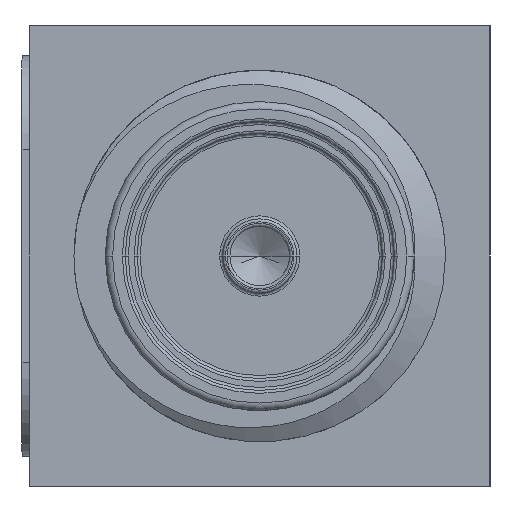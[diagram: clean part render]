
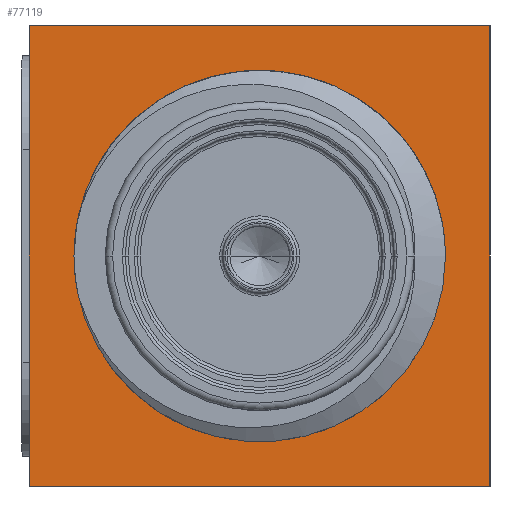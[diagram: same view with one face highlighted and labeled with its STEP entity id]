
A CAD part, left-side view. The second image highlights one B-rep face of the part: STEP entity #77119.
In plain terms, the highlighted planar face has unit normal (-1, 0, 0).
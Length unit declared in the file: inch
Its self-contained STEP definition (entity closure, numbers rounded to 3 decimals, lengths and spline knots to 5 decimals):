
#2303 = EDGE_CURVE ( 'NONE', #22627, #9002, #14660, .T. ) ;
#2496 = VERTEX_POINT ( 'NONE', #85477 ) ;
#4656 = CARTESIAN_POINT ( 'NONE',  ( -0.75, -0.31, 0.155 ) ) ;
#6711 = ORIENTED_EDGE ( 'NONE', *, *, #2303, .F. ) ;
#6865 = CARTESIAN_POINT ( 'NONE',  ( -0.75, 0., 0.155 ) ) ;
#7847 = DIRECTION ( 'NONE',  ( 0., 0., -1. ) ) ;
#9002 = VERTEX_POINT ( 'NONE', #78747 ) ;
#9658 = VECTOR ( 'NONE', #57292, 39.37008 ) ;
#11903 = LINE ( 'NONE', #85383, #60151 ) ;
#14378 = CARTESIAN_POINT ( 'NONE',  ( -0.75, 0., 0.155 ) ) ;
#14660 = LINE ( 'NONE', #6865, #69061 ) ;
#22627 = VERTEX_POINT ( 'NONE', #28812 ) ;
#26285 = DIRECTION ( 'NONE',  ( 0., -1., 0. ) ) ;
#26746 = LINE ( 'NONE', #53226, #37462 ) ;
#28812 = CARTESIAN_POINT ( 'NONE',  ( -0.75, 0., -0.155 ) ) ;
#30795 = LINE ( 'NONE', #4656, #9658 ) ;
#31901 = FACE_OUTER_BOUND ( 'NONE', #49450, .T. ) ;
#33659 = EDGE_CURVE ( 'NONE', #66573, #2496, #30795, .T. ) ;
#37462 = VECTOR ( 'NONE', #65009, 39.37008 ) ;
#41636 = ORIENTED_EDGE ( 'NONE', *, *, #65890, .T. ) ;
#42948 = AXIS2_PLACEMENT_3D ( 'NONE', #14378, #74848, #7847 ) ;
#45702 = CARTESIAN_POINT ( 'NONE',  ( -0.75, -0.31, -0.155 ) ) ;
#49450 = EDGE_LOOP ( 'NONE', ( #70576, #54040, #6711, #41636 ) ) ;
#53226 = CARTESIAN_POINT ( 'NONE',  ( -0.75, 0., -0.155 ) ) ;
#54040 = ORIENTED_EDGE ( 'NONE', *, *, #71836, .F. ) ;
#57292 = DIRECTION ( 'NONE',  ( 0., 0., 1. ) ) ;
#58406 = PLANE ( 'NONE',  #42948 ) ;
#60151 = VECTOR ( 'NONE', #26285, 39.37008 ) ;
#65009 = DIRECTION ( 'NONE',  ( 0., -1., 0. ) ) ;
#65890 = EDGE_CURVE ( 'NONE', #22627, #66573, #26746, .T. ) ;
#66573 = VERTEX_POINT ( 'NONE', #45702 ) ;
#67727 = DIRECTION ( 'NONE',  ( 0., 0., 1. ) ) ;
#69061 = VECTOR ( 'NONE', #67727, 39.37008 ) ;
#70576 = ORIENTED_EDGE ( 'NONE', *, *, #33659, .T. ) ;
#71836 = EDGE_CURVE ( 'NONE', #9002, #2496, #11903, .T. ) ;
#74848 = DIRECTION ( 'NONE',  ( 1., 0., 0. ) ) ;
#77119 = ADVANCED_FACE ( 'NONE', ( #31901 ), #58406, .F. ) ;
#78747 = CARTESIAN_POINT ( 'NONE',  ( -0.75, 0., 0.155 ) ) ;
#85383 = CARTESIAN_POINT ( 'NONE',  ( -0.75, 0., 0.155 ) ) ;
#85477 = CARTESIAN_POINT ( 'NONE',  ( -0.75, -0.31, 0.155 ) ) ;
